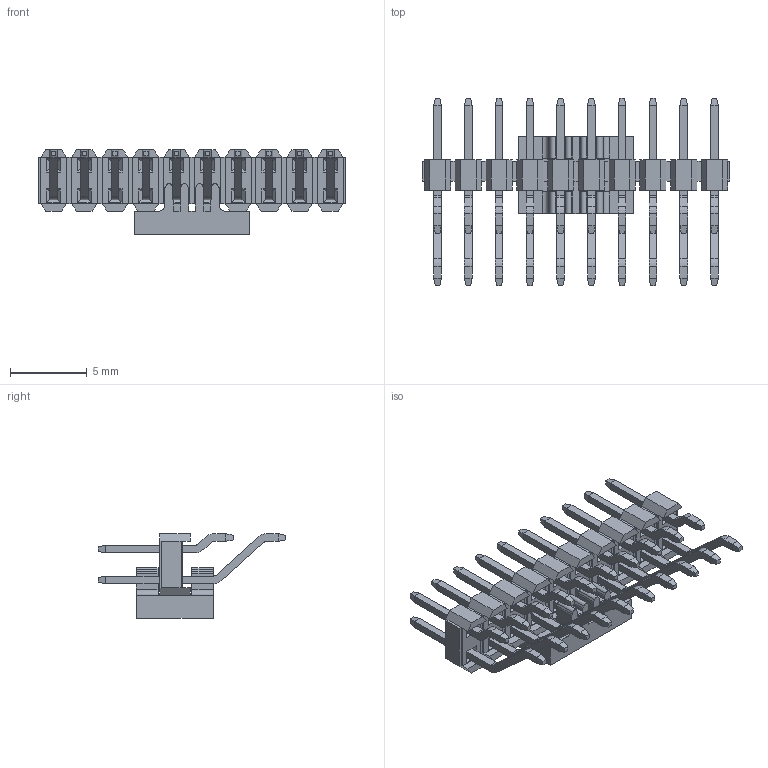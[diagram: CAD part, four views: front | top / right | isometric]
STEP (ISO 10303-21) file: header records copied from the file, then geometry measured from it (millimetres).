
FILE_DESCRIPTION( ('This file contains a STEP AP42 implementation' ,'as created by ZW3D STEP Interface translator.') ,'2;1' );
FILE_NAME( '1220-12XXXXZXXXXXXX(拸翐).stp' ,'23 323.144824', (''), ('ZWCAD Software Co.'), 'Version 1.0', 'ZW3D to STEP translator', '' );
FILE_SCHEMA(('AUTOMOTIVE_DESIGN { 1 0 10303 214 1 1 1 1 }'));
Length unit declared in the file: millimetre
Products named in the file (2): 0; 1220-1220XXZ093XXXX(拸翐)
Bounding box: 20 x 12.22 x 5.5 mm (x, y, z)
Volume: 227.8 mm3; surface area: 933.3 mm2
Topology: 22 solids, 22 shells, 880 faces, 2148 edges, 1312 vertices
Faces by surface type: plane 772, cylinder 108
Entity records: 25963 total; most frequent: CARTESIAN_POINT 4341, ORIENTED_EDGE 4296, DIRECTION 4126, EDGE_CURVE 2148, VECTOR 1932, LINE 1932, VERTEX_POINT 1312, AXIS2_PLACEMENT_3D 1097
